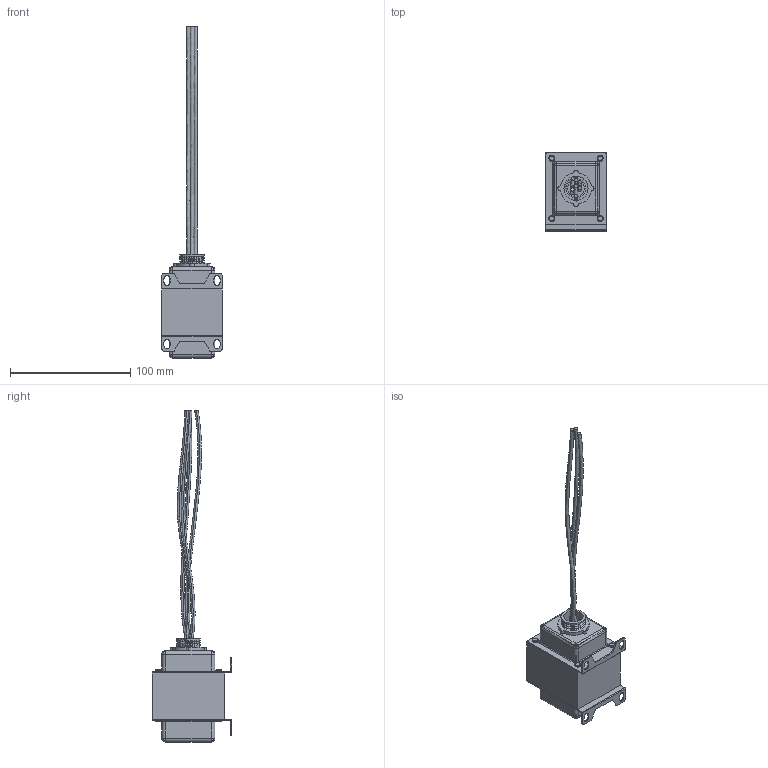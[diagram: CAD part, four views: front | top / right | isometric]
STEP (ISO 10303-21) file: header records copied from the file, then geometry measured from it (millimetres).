
FILE_DESCRIPTION (( 'STEP AP214' ), '1' );
FILE_NAME ('4947 ASSEMBLY DRAWING.STEP', '2024-05-28T04:05:42', ( '' ), ( '' ), 'SwSTEP 2.0', 'SolidWorks 2022', '' );
FILE_SCHEMA (( 'AUTOMOTIVE_DESIGN' ));
Length unit declared in the file: inch
Products named in the file (1): 4947 ASSEMBLY DRAWING
Bounding box: 50 x 65.91 x 275.66 mm (x, y, z)
Volume: 111967.8 mm3; surface area: 58441.2 mm2
Topology: 13 solids, 13 shells, 359 faces, 846 edges, 498 vertices
Faces by surface type: cylinder 176, plane 105, bspline 28, torus 24, sphere 16, cone 10
Entity records: 17719 total; most frequent: CARTESIAN_POINT 4789, DIRECTION 1750, ORIENTED_EDGE 1628, EDGE_CURVE 814, AXIS2_PLACEMENT_3D 688, VERTEX_POINT 498, EDGE_LOOP 416, VECTOR 374
